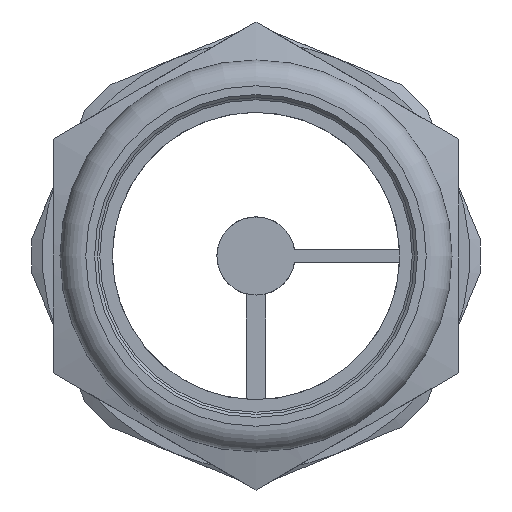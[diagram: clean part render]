
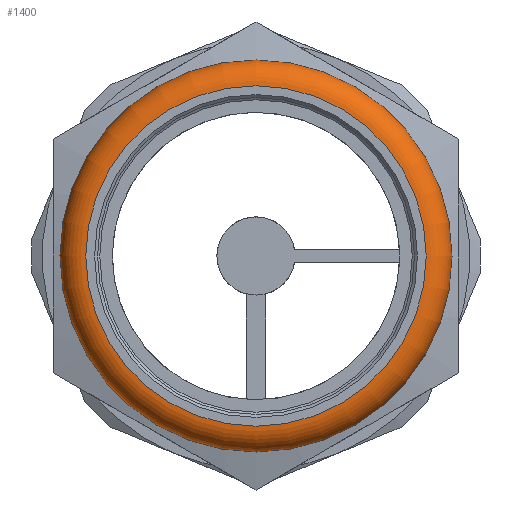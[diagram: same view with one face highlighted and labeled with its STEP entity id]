
A CAD part, left-side view. The second image highlights one B-rep face of the part: STEP entity #1400.
In plain terms, the highlighted toroidal (fillet/blend) face has major radius 23.1 mm and minor radius 3.5 mm.
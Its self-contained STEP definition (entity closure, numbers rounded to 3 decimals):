
#33=TOROIDAL_SURFACE($,#1531,23.1,3.5);
#251=FACE_BOUND($,#427,.T.);
#313=FACE_OUTER_BOUND($,#426,.T.);
#426=EDGE_LOOP($,(#1022));
#427=EDGE_LOOP($,(#1023));
#545=CIRCLE($,#1530,25.303);
#546=CIRCLE($,#1532,23.1);
#649=VERTEX_POINT($,#2262);
#650=VERTEX_POINT($,#2265);
#789=EDGE_CURVE($,#649,#649,#545,.T.);
#790=EDGE_CURVE($,#650,#650,#546,.T.);
#1022=ORIENTED_EDGE($,*,*,#790,.F.);
#1023=ORIENTED_EDGE($,*,*,#789,.T.);
#1400=ADVANCED_FACE($,(#313,#251),#33,.T.);
#1530=AXIS2_PLACEMENT_3D($,#2263,#1798,#1799);
#1531=AXIS2_PLACEMENT_3D($,#2264,#1800,#1801);
#1532=AXIS2_PLACEMENT_3D($,#2266,#1802,#1803);
#1798=DIRECTION('center_axis',(-1.,0.,0.));
#1799=DIRECTION('ref_axis',(0.,0.866,0.5));
#1800=DIRECTION('center_axis',(-1.,0.,0.));
#1801=DIRECTION('ref_axis',(0.,-0.5,0.866));
#1802=DIRECTION('center_axis',(-1.,0.,0.));
#1803=DIRECTION('ref_axis',(0.,0.866,0.5));
#2262=CARTESIAN_POINT('',(6.22,21.913,-12.651));
#2263=CARTESIAN_POINT('Origin',(6.22,0.,0.));
#2264=CARTESIAN_POINT('Origin',(3.5,0.,0.));
#2265=CARTESIAN_POINT('',(0.,20.005,-11.55));
#2266=CARTESIAN_POINT('Origin',(0.,0.,0.));
